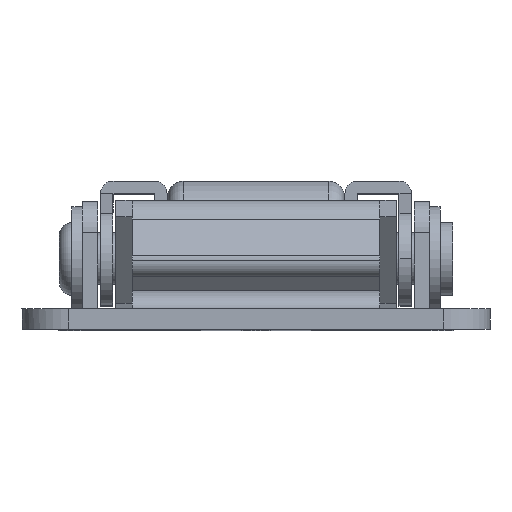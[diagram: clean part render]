
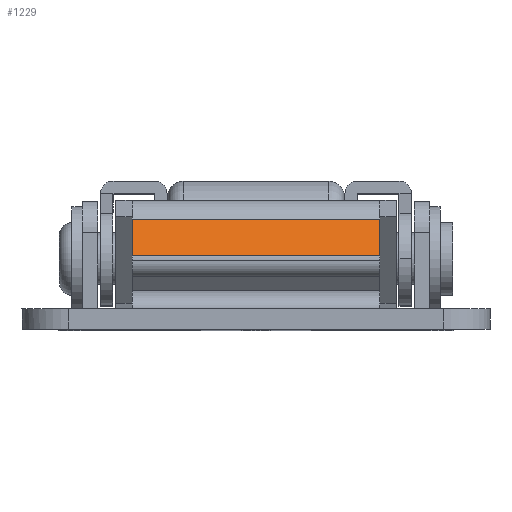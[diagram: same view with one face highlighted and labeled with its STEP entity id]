
A CAD part, top view. The second image highlights one B-rep face of the part: STEP entity #1229.
In plain terms, the highlighted face is planar.
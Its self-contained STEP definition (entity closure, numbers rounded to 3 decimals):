
#352 = CARTESIAN_POINT ( 'NONE',  ( -45.182, 1.576, 13.5 ) ) ;
#363 = DIRECTION ( 'NONE',  ( 0.94, -0.342, 0. ) ) ;
#1183 = VERTEX_POINT ( 'NONE', #7385 ) ;
#1184 = VERTEX_POINT ( 'NONE', #7379 ) ;
#1188 = EDGE_CURVE ( 'NONE', #1183, #1184, #7373, .T. ) ;
#1225 = EDGE_CURVE ( 'NONE', #1184, #1240, #7470, .T. ) ;
#1229 = ADVANCED_FACE ( 'NONE', ( #7223 ), #7216, .F. ) ;
#1230 = VERTEX_POINT ( 'NONE', #7465 ) ;
#1237 = EDGE_LOOP ( 'NONE', ( #1278, #1282, #1281, #1283 ) ) ;
#1240 = VERTEX_POINT ( 'NONE', #7519 ) ;
#1278 = ORIENTED_EDGE ( 'NONE', *, *, #1280, .F. ) ;
#1279 = EDGE_CURVE ( 'NONE', #1230, #1183, #7543, .T. ) ;
#1280 = EDGE_CURVE ( 'NONE', #1230, #1240, #7565, .T. ) ;
#1281 = ORIENTED_EDGE ( 'NONE', *, *, #1188, .T. ) ;
#1282 = ORIENTED_EDGE ( 'NONE', *, *, #1279, .T. ) ;
#1283 = ORIENTED_EDGE ( 'NONE', *, *, #1225, .T. ) ;
#2279 = DIRECTION ( 'NONE',  ( 0.342, 0.94, 0. ) ) ;
#7216 = PLANE ( 'NONE',  #7234 ) ;
#7223 = FACE_OUTER_BOUND ( 'NONE', #1237, .T. ) ;
#7234 = AXIS2_PLACEMENT_3D ( 'NONE', #352, #363, #2279 ) ;
#7371 = DIRECTION ( 'NONE',  ( 0., 0., -1. ) ) ;
#7372 = VECTOR ( 'NONE', #7371, 1000. ) ;
#7373 = LINE ( 'NONE', #7377, #7372 ) ;
#7377 = CARTESIAN_POINT ( 'NONE',  ( -45.182, 1.576, 13.5 ) ) ;
#7379 = CARTESIAN_POINT ( 'NONE',  ( -45.182, 1.576, -11.9 ) ) ;
#7385 = CARTESIAN_POINT ( 'NONE',  ( -45.182, 1.576, 11.9 ) ) ;
#7462 = DIRECTION ( 'NONE',  ( -0.342, -0.94, 0. ) ) ;
#7463 = VECTOR ( 'NONE', #7462, 1000. ) ;
#7465 = CARTESIAN_POINT ( 'NONE',  ( -46.484, -2.002, 11.9 ) ) ;
#7470 = LINE ( 'NONE', #7490, #7463 ) ;
#7490 = CARTESIAN_POINT ( 'NONE',  ( -45.182, 1.576, -11.9 ) ) ;
#7519 = CARTESIAN_POINT ( 'NONE',  ( -46.484, -2.002, -11.9 ) ) ;
#7527 = VECTOR ( 'NONE', #7567, 1000. ) ;
#7543 = LINE ( 'NONE', #7569, #7527 ) ;
#7563 = DIRECTION ( 'NONE',  ( 0., 0., -1. ) ) ;
#7564 = VECTOR ( 'NONE', #7563, 1000. ) ;
#7565 = LINE ( 'NONE', #7573, #7564 ) ;
#7567 = DIRECTION ( 'NONE',  ( 0.342, 0.94, 0. ) ) ;
#7569 = CARTESIAN_POINT ( 'NONE',  ( -45.182, 1.576, 11.9 ) ) ;
#7573 = CARTESIAN_POINT ( 'NONE',  ( -46.484, -2.002, 13.5 ) ) ;
